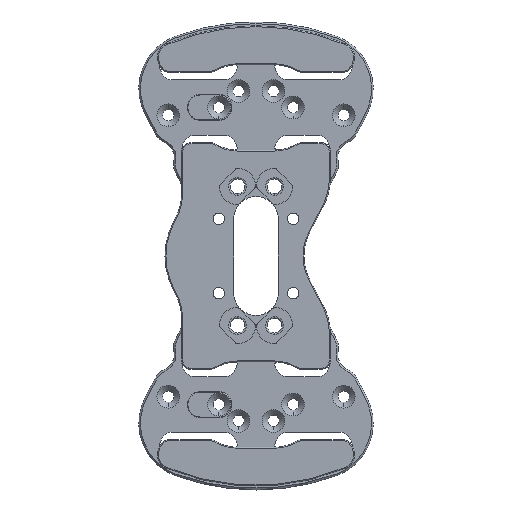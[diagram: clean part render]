
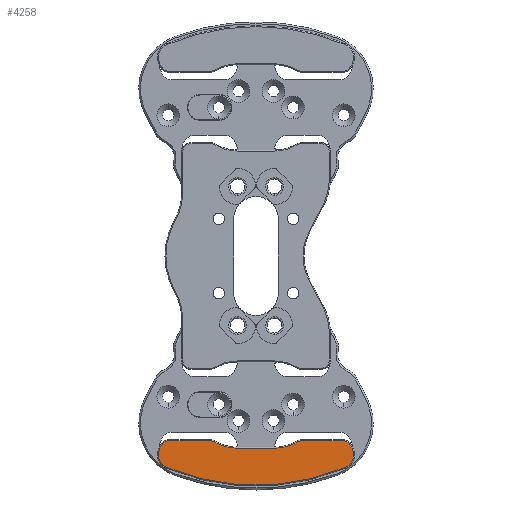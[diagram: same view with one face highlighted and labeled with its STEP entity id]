
A CAD part, front view. The second image highlights one B-rep face of the part: STEP entity #4258.
In plain terms, the highlighted planar face has unit normal (0, -1, 0).
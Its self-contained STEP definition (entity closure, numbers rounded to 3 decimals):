
#65 = LINE ( 'NONE', #7392, #3094 ) ;
#243 = CIRCLE ( 'NONE', #3093, 4.5 ) ;
#335 = VERTEX_POINT ( 'NONE', #758 ) ;
#449 = VERTEX_POINT ( 'NONE', #13757 ) ;
#532 = CARTESIAN_POINT ( 'NONE',  ( 24.422, -5., -99.5 ) ) ;
#625 = ORIENTED_EDGE ( 'NONE', *, *, #6306, .T. ) ;
#656 = CARTESIAN_POINT ( 'NONE',  ( -24.422, -5., -99.5 ) ) ;
#758 = CARTESIAN_POINT ( 'NONE',  ( -10., -5., -103.5 ) ) ;
#985 = DIRECTION ( 'NONE',  ( 0., -1., 0. ) ) ;
#1116 = ORIENTED_EDGE ( 'NONE', *, *, #3687, .T. ) ;
#1163 = PLANE ( 'NONE',  #8862 ) ;
#1227 = CARTESIAN_POINT ( 'NONE',  ( 22.104, -5., -100.143 ) ) ;
#1301 = AXIS2_PLACEMENT_3D ( 'NONE', #7544, #11079, #1884 ) ;
#1525 = AXIS2_PLACEMENT_3D ( 'NONE', #2690, #12861, #6031 ) ;
#1794 = CARTESIAN_POINT ( 'NONE',  ( -51.736, -5., -103.418 ) ) ;
#1797 = DIRECTION ( 'NONE',  ( 0., 0., 1. ) ) ;
#1884 = DIRECTION ( 'NONE',  ( 0., 0., 1. ) ) ;
#1957 = CARTESIAN_POINT ( 'NONE',  ( 51.736, -5., -103.418 ) ) ;
#2032 = VERTEX_POINT ( 'NONE', #1227 ) ;
#2233 = CARTESIAN_POINT ( 'NONE',  ( -46.966, -5., -99.5 ) ) ;
#2244 = CARTESIAN_POINT ( 'NONE',  ( 24.422, -5., -104. ) ) ;
#2475 = VERTEX_POINT ( 'NONE', #5767 ) ;
#2690 = CARTESIAN_POINT ( 'NONE',  ( 0., -5., 0. ) ) ;
#2692 = DIRECTION ( 'NONE',  ( -1., 0., 0. ) ) ;
#2694 = VERTEX_POINT ( 'NONE', #656 ) ;
#2718 = EDGE_CURVE ( 'NONE', #11049, #12326, #13956, .T. ) ;
#2759 = ORIENTED_EDGE ( 'NONE', *, *, #10185, .T. ) ;
#2987 = CARTESIAN_POINT ( 'NONE',  ( 10., -5., -103.5 ) ) ;
#3093 = AXIS2_PLACEMENT_3D ( 'NONE', #5178, #14393, #1797 ) ;
#3094 = VECTOR ( 'NONE', #2692, 1000. ) ;
#3133 = DIRECTION ( 'NONE',  ( -0.462, 0., -0.887 ) ) ;
#3233 = DIRECTION ( 'NONE',  ( -1., 0., 0. ) ) ;
#3316 = DIRECTION ( 'NONE',  ( 0., 1., 0. ) ) ;
#3327 = LINE ( 'NONE', #13899, #11045 ) ;
#3687 = EDGE_CURVE ( 'NONE', #6723, #5948, #3327, .T. ) ;
#4016 = DIRECTION ( 'NONE',  ( 0., 0., 1. ) ) ;
#4258 = ADVANCED_FACE ( 'NONE', ( #7258 ), #1163, .F. ) ;
#4385 = EDGE_CURVE ( 'NONE', #335, #2475, #11748, .T. ) ;
#4753 = CARTESIAN_POINT ( 'NONE',  ( 46.966, -5., -99.5 ) ) ;
#4879 = CARTESIAN_POINT ( 'NONE',  ( 45.083, -5., -106.881 ) ) ;
#5003 = CIRCLE ( 'NONE', #12862, 4.5 ) ;
#5135 = EDGE_CURVE ( 'NONE', #2475, #2694, #243, .T. ) ;
#5178 = CARTESIAN_POINT ( 'NONE',  ( -24.422, -5., -104. ) ) ;
#5188 = CARTESIAN_POINT ( 'NONE',  ( -45.083, -5., -106.881 ) ) ;
#5366 = CARTESIAN_POINT ( 'NONE',  ( -51.736, -5., -103.418 ) ) ;
#5482 = ORIENTED_EDGE ( 'NONE', *, *, #11183, .T. ) ;
#5522 = DIRECTION ( 'NONE',  ( 0., 0., 1. ) ) ;
#5594 = AXIS2_PLACEMENT_3D ( 'NONE', #14807, #3316, #10281 ) ;
#5595 = VECTOR ( 'NONE', #3133, 1000. ) ;
#5724 = ORIENTED_EDGE ( 'NONE', *, *, #10517, .T. ) ;
#5767 = CARTESIAN_POINT ( 'NONE',  ( -22.104, -5., -100.143 ) ) ;
#5948 = VERTEX_POINT ( 'NONE', #12377 ) ;
#6031 = DIRECTION ( 'NONE',  ( 0., 0., 1. ) ) ;
#6306 = EDGE_CURVE ( 'NONE', #2694, #449, #9343, .T. ) ;
#6330 = DIRECTION ( 'NONE',  ( 0., -1., 0. ) ) ;
#6723 = VERTEX_POINT ( 'NONE', #1957 ) ;
#7109 = DIRECTION ( 'NONE',  ( 0., 0., 1. ) ) ;
#7162 = LINE ( 'NONE', #1794, #5595 ) ;
#7258 = FACE_OUTER_BOUND ( 'NONE', #8215, .T. ) ;
#7392 = CARTESIAN_POINT ( 'NONE',  ( 24.422, -5., -99.5 ) ) ;
#7449 = DIRECTION ( 'NONE',  ( 0., -1., 0. ) ) ;
#7485 = VERTEX_POINT ( 'NONE', #14476 ) ;
#7544 = CARTESIAN_POINT ( 'NONE',  ( -46.966, -5., -104. ) ) ;
#7584 = DIRECTION ( 'NONE',  ( 0., 1., 0. ) ) ;
#7590 = AXIS2_PLACEMENT_3D ( 'NONE', #2244, #985, #5522 ) ;
#7818 = VECTOR ( 'NONE', #3233, 1000. ) ;
#8215 = EDGE_LOOP ( 'NONE', ( #5482, #11029, #11455, #625, #9870, #9935, #9748, #13218, #8505, #1116, #5724, #10806, #10685, #2759 ) ) ;
#8423 = DIRECTION ( 'NONE',  ( 0., 1., 0. ) ) ;
#8505 = ORIENTED_EDGE ( 'NONE', *, *, #10858, .T. ) ;
#8625 = DIRECTION ( 'NONE',  ( 0., 0., 1. ) ) ;
#8726 = CIRCLE ( 'NONE', #7590, 4.5 ) ;
#8769 = CARTESIAN_POINT ( 'NONE',  ( 46.966, -5., -104. ) ) ;
#8862 = AXIS2_PLACEMENT_3D ( 'NONE', #9180, #8423, #7109 ) ;
#8927 = EDGE_CURVE ( 'NONE', #13444, #11049, #7162, .T. ) ;
#9102 = CIRCLE ( 'NONE', #5594, 23.5 ) ;
#9180 = CARTESIAN_POINT ( 'NONE',  ( 45.083, -5., -106.881 ) ) ;
#9343 = LINE ( 'NONE', #2233, #14564 ) ;
#9365 = VERTEX_POINT ( 'NONE', #532 ) ;
#9656 = EDGE_CURVE ( 'NONE', #12326, #7485, #12888, .T. ) ;
#9748 = ORIENTED_EDGE ( 'NONE', *, *, #2718, .T. ) ;
#9772 = CIRCLE ( 'NONE', #14706, 7.5 ) ;
#9870 = ORIENTED_EDGE ( 'NONE', *, *, #12864, .T. ) ;
#9925 = CARTESIAN_POINT ( 'NONE',  ( -50.957, -5., -101.922 ) ) ;
#9935 = ORIENTED_EDGE ( 'NONE', *, *, #8927, .T. ) ;
#10185 = EDGE_CURVE ( 'NONE', #2032, #10440, #9102, .T. ) ;
#10281 = DIRECTION ( 'NONE',  ( 0., 0., 1. ) ) ;
#10318 = LINE ( 'NONE', #13560, #7818 ) ;
#10440 = VERTEX_POINT ( 'NONE', #2987 ) ;
#10517 = EDGE_CURVE ( 'NONE', #5948, #11244, #5003, .T. ) ;
#10544 = DIRECTION ( 'NONE',  ( 0., 0., 1. ) ) ;
#10685 = ORIENTED_EDGE ( 'NONE', *, *, #11144, .T. ) ;
#10806 = ORIENTED_EDGE ( 'NONE', *, *, #12790, .T. ) ;
#10858 = EDGE_CURVE ( 'NONE', #7485, #6723, #9772, .T. ) ;
#11029 = ORIENTED_EDGE ( 'NONE', *, *, #4385, .T. ) ;
#11045 = VECTOR ( 'NONE', #14003, 1000. ) ;
#11049 = VERTEX_POINT ( 'NONE', #5366 ) ;
#11079 = DIRECTION ( 'NONE',  ( 0., -1., 0. ) ) ;
#11144 = EDGE_CURVE ( 'NONE', #9365, #2032, #8726, .T. ) ;
#11183 = EDGE_CURVE ( 'NONE', #10440, #335, #10318, .T. ) ;
#11244 = VERTEX_POINT ( 'NONE', #4753 ) ;
#11455 = ORIENTED_EDGE ( 'NONE', *, *, #5135, .T. ) ;
#11748 = CIRCLE ( 'NONE', #14736, 23.5 ) ;
#12042 = CARTESIAN_POINT ( 'NONE',  ( -47.998, -5., -113.791 ) ) ;
#12326 = VERTEX_POINT ( 'NONE', #12042 ) ;
#12377 = CARTESIAN_POINT ( 'NONE',  ( 50.957, -5., -101.922 ) ) ;
#12449 = DIRECTION ( 'NONE',  ( -1., 0., 0. ) ) ;
#12484 = AXIS2_PLACEMENT_3D ( 'NONE', #5188, #6330, #4016 ) ;
#12790 = EDGE_CURVE ( 'NONE', #11244, #9365, #65, .T. ) ;
#12813 = DIRECTION ( 'NONE',  ( 0., -1., 0. ) ) ;
#12861 = DIRECTION ( 'NONE',  ( 0., -1., 0. ) ) ;
#12862 = AXIS2_PLACEMENT_3D ( 'NONE', #8769, #7449, #8625 ) ;
#12864 = EDGE_CURVE ( 'NONE', #449, #13444, #13503, .T. ) ;
#12888 = CIRCLE ( 'NONE', #1525, 123.5 ) ;
#13218 = ORIENTED_EDGE ( 'NONE', *, *, #9656, .T. ) ;
#13401 = CARTESIAN_POINT ( 'NONE',  ( -10., -5., -80. ) ) ;
#13444 = VERTEX_POINT ( 'NONE', #9925 ) ;
#13503 = CIRCLE ( 'NONE', #1301, 4.5 ) ;
#13504 = DIRECTION ( 'NONE',  ( 0., 0., 1. ) ) ;
#13560 = CARTESIAN_POINT ( 'NONE',  ( -10., -5., -103.5 ) ) ;
#13757 = CARTESIAN_POINT ( 'NONE',  ( -46.966, -5., -99.5 ) ) ;
#13899 = CARTESIAN_POINT ( 'NONE',  ( 50.957, -5., -101.922 ) ) ;
#13956 = CIRCLE ( 'NONE', #12484, 7.5 ) ;
#14003 = DIRECTION ( 'NONE',  ( -0.462, 0., 0.887 ) ) ;
#14393 = DIRECTION ( 'NONE',  ( 0., -1., 0. ) ) ;
#14476 = CARTESIAN_POINT ( 'NONE',  ( 47.998, -5., -113.791 ) ) ;
#14564 = VECTOR ( 'NONE', #12449, 1000. ) ;
#14706 = AXIS2_PLACEMENT_3D ( 'NONE', #4879, #12813, #10544 ) ;
#14736 = AXIS2_PLACEMENT_3D ( 'NONE', #13401, #7584, #13504 ) ;
#14807 = CARTESIAN_POINT ( 'NONE',  ( 10., -5., -80. ) ) ;
